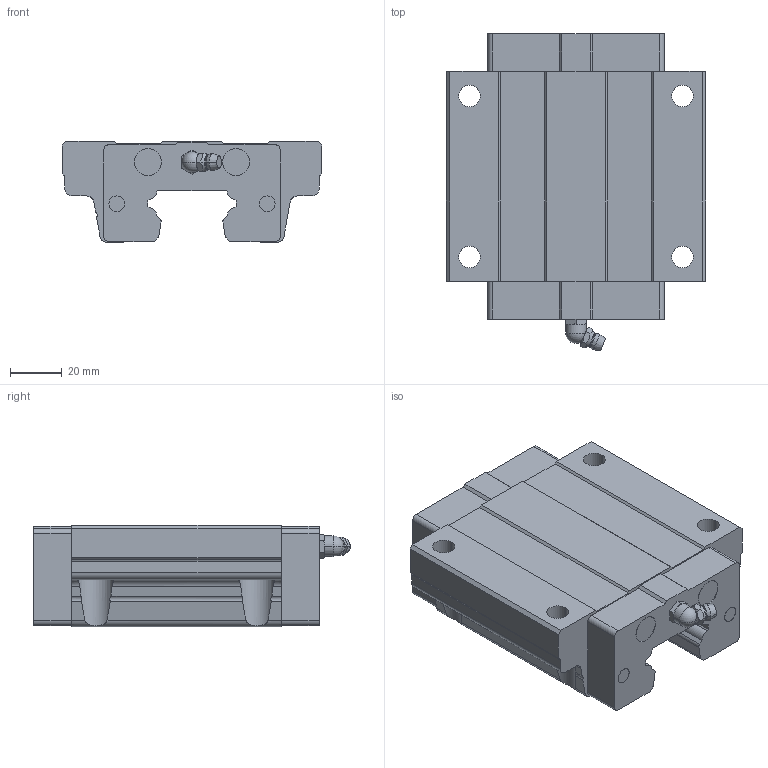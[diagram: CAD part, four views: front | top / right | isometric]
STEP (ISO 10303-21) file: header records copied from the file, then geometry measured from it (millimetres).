
FILE_DESCRIPTION (( 'STEP AP203' ), '1' );
FILE_NAME ('H35FSSG0.step', '2021-02-18T17:49:06', ( '' ), ( '' ), 'SwSTEP 2.0', 'SolidWorks 2019', '' );
FILE_SCHEMA (( 'CONFIG_CONTROL_DESIGN' ));
Length unit declared in the file: millimetre
Products named in the file (1): H35FSSG0
Bounding box: 100 x 122 x 39 mm (x, y, z)
Volume: 279379.3 mm3; surface area: 41081.6 mm2
Topology: 2 solids, 2 shells, 184 faces, 486 edges, 316 vertices
Faces by surface type: plane 93, cylinder 69, cone 12, torus 6, bspline 2, sphere 2
Entity records: 7035 total; most frequent: CARTESIAN_POINT 2401, ORIENTED_EDGE 964, DIRECTION 942, EDGE_CURVE 482, AXIS2_PLACEMENT_3D 333, VERTEX_POINT 314, LINE 276, VECTOR 276
